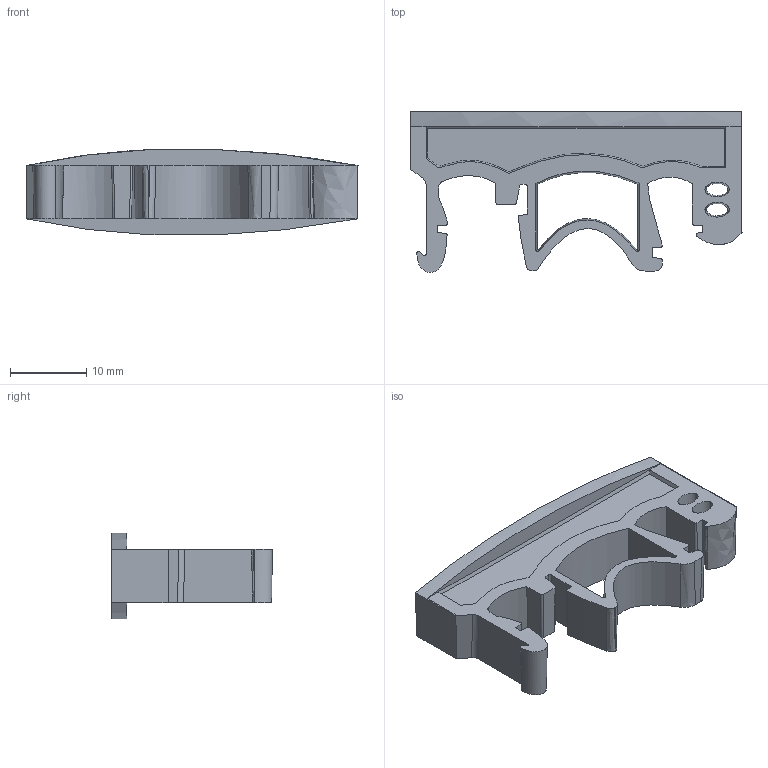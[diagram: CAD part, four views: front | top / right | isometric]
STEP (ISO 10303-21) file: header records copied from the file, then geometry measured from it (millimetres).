
FILE_DESCRIPTION (( 'STEP AP203' ), '1' );
FILE_NAME ('DINclip10(4.sanslogo).STEP', '2018-06-22T17:30:05', ( 'Admin' ), ( '' ), 'SwSTEP 2.0', 'SolidWorks 2015', '' );
FILE_SCHEMA (( 'CONFIG_CONTROL_DESIGN' ));
Length unit declared in the file: millimetre
Products named in the file (1): DINclip10(4.sanslogo)
Bounding box: 43.68 x 21.17 x 11.31 mm (x, y, z)
Volume: 3639.8 mm3; surface area: 3256.1 mm2
Topology: 1 solids, 1 shells, 108 faces, 302 edges, 199 vertices
Faces by surface type: plane 47, bspline 36, cone 17, cylinder 8
Entity records: 6667 total; most frequent: CARTESIAN_POINT 4153, ORIENTED_EDGE 604, DIRECTION 348, EDGE_CURVE 302, VERTEX_POINT 199, VECTOR 146, LINE 146, EDGE_LOOP 117
